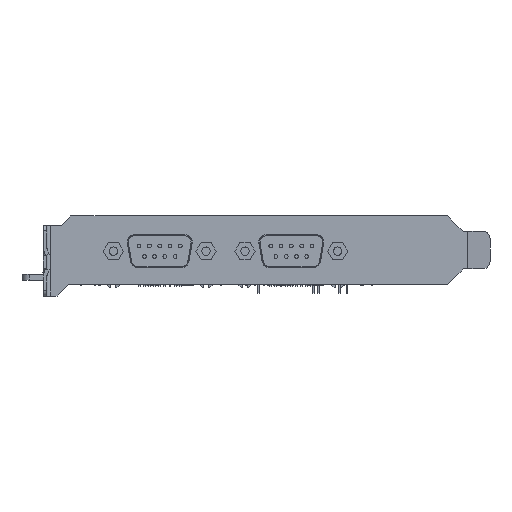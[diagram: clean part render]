
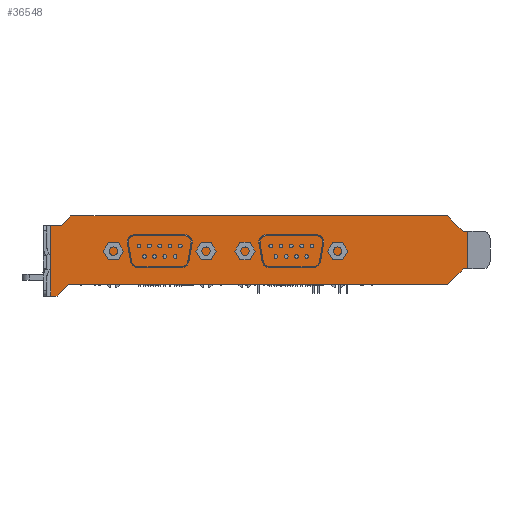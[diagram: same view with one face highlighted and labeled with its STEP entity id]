
A CAD part, left-side view. The second image highlights one B-rep face of the part: STEP entity #36548.
In plain terms, the highlighted planar face has unit normal (-1, 0, 0).
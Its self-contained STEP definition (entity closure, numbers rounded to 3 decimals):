
#1400 = DIRECTION ( 'NONE',  ( 0., 1., 0. ) ) ;
#2820 = EDGE_CURVE ( 'NONE', #15905, #57224, #159044, .T. ) ;
#10715 = LINE ( 'NONE', #74238, #134322 ) ;
#14177 = CARTESIAN_POINT ( 'NONE',  ( -2.09, 47.197, 8.895 ) ) ;
#14903 = VERTEX_POINT ( 'NONE', #109473 ) ;
#15905 = VERTEX_POINT ( 'NONE', #71343 ) ;
#18554 = EDGE_CURVE ( 'NONE', #125561, #15905, #27302, .T. ) ;
#19547 = VECTOR ( 'NONE', #128433, 1000. ) ;
#24069 = CARTESIAN_POINT ( 'NONE',  ( -2.09, -8.998, 13.245 ) ) ;
#25182 = VERTEX_POINT ( 'NONE', #39161 ) ;
#27199 = DIRECTION ( 'NONE',  ( 0., 0.701, -0.713 ) ) ;
#27302 = LINE ( 'NONE', #91979, #179958 ) ;
#32742 = DIRECTION ( 'NONE',  ( 0., 0., 1. ) ) ;
#36472 = ORIENTED_EDGE ( 'NONE', *, *, #18554, .T. ) ;
#36548 = ADVANCED_FACE ( 'NONE', ( #61248 ), #162007, .T. ) ;
#36880 = CARTESIAN_POINT ( 'NONE',  ( -2.09, 98.022, 17.345 ) ) ;
#39161 = CARTESIAN_POINT ( 'NONE',  ( -2.09, -8.998, 3.045 ) ) ;
#41089 = VERTEX_POINT ( 'NONE', #213013 ) ;
#44125 = CARTESIAN_POINT ( 'NONE',  ( -2.09, -3.628, -1.055 ) ) ;
#44862 = ORIENTED_EDGE ( 'NONE', *, *, #183839, .T. ) ;
#45061 = ORIENTED_EDGE ( 'NONE', *, *, #91891, .F. ) ;
#48863 = EDGE_LOOP ( 'NONE', ( #36472, #181638, #84689, #44862, #155141, #98212, #213929, #129588, #106690, #127665, #45061, #186844 ) ) ;
#49356 = VECTOR ( 'NONE', #140138, 1000. ) ;
#50636 = CARTESIAN_POINT ( 'NONE',  ( -2.09, 101.782, -4.255 ) ) ;
#57224 = VERTEX_POINT ( 'NONE', #206157 ) ;
#58963 = CARTESIAN_POINT ( 'NONE',  ( -2.09, 101.782, -4.255 ) ) ;
#61248 = FACE_OUTER_BOUND ( 'NONE', #48863, .T. ) ;
#61626 = CARTESIAN_POINT ( 'NONE',  ( -2.09, 98.022, 17.345 ) ) ;
#64114 = DIRECTION ( 'NONE',  ( 0., 0.707, 0.707 ) ) ;
#66337 = CARTESIAN_POINT ( 'NONE',  ( -2.09, 100.522, 14.805 ) ) ;
#69248 = LINE ( 'NONE', #84629, #127355 ) ;
#71343 = CARTESIAN_POINT ( 'NONE',  ( -2.09, -3.628, -1.055 ) ) ;
#72692 = VECTOR ( 'NONE', #64114, 1000. ) ;
#73347 = CARTESIAN_POINT ( 'NONE',  ( -2.09, 47.197, 14.805 ) ) ;
#74238 = CARTESIAN_POINT ( 'NONE',  ( -2.09, 103.502, -4.255 ) ) ;
#76339 = VERTEX_POINT ( 'NONE', #50636 ) ;
#77885 = EDGE_CURVE ( 'NONE', #41089, #14903, #110282, .T. ) ;
#78214 = VERTEX_POINT ( 'NONE', #24069 ) ;
#80934 = LINE ( 'NONE', #213333, #120853 ) ;
#84629 = CARTESIAN_POINT ( 'NONE',  ( -2.09, -7.728, 3.045 ) ) ;
#84689 = ORIENTED_EDGE ( 'NONE', *, *, #123777, .F. ) ;
#89833 = VERTEX_POINT ( 'NONE', #36880 ) ;
#91891 = EDGE_CURVE ( 'NONE', #76339, #213459, #10715, .T. ) ;
#91979 = CARTESIAN_POINT ( 'NONE',  ( -2.09, 47.197, -1.055 ) ) ;
#98212 = ORIENTED_EDGE ( 'NONE', *, *, #77885, .T. ) ;
#99104 = AXIS2_PLACEMENT_3D ( 'NONE', #14177, #213304, #32742 ) ;
#99106 = EDGE_CURVE ( 'NONE', #136065, #213459, #80934, .T. ) ;
#99723 = CARTESIAN_POINT ( 'NONE',  ( -2.09, 98.632, -1.055 ) ) ;
#104319 = VECTOR ( 'NONE', #105272, 1000. ) ;
#105272 = DIRECTION ( 'NONE',  ( 0., 1., 0. ) ) ;
#106690 = ORIENTED_EDGE ( 'NONE', *, *, #107921, .T. ) ;
#107921 = EDGE_CURVE ( 'NONE', #153436, #136065, #156563, .T. ) ;
#109473 = CARTESIAN_POINT ( 'NONE',  ( -2.09, -3.628, 17.345 ) ) ;
#110282 = LINE ( 'NONE', #214023, #72692 ) ;
#110594 = DIRECTION ( 'NONE',  ( 0., -1., 0. ) ) ;
#110895 = DIRECTION ( 'NONE',  ( 0., -0.707, 0.707 ) ) ;
#114765 = VECTOR ( 'NONE', #183043, 1000. ) ;
#120853 = VECTOR ( 'NONE', #180610, 1000. ) ;
#120959 = CARTESIAN_POINT ( 'NONE',  ( -2.09, 103.502, 14.805 ) ) ;
#121259 = VECTOR ( 'NONE', #110895, 1000. ) ;
#123777 = EDGE_CURVE ( 'NONE', #25182, #57224, #69248, .T. ) ;
#125561 = VERTEX_POINT ( 'NONE', #99723 ) ;
#125816 = LINE ( 'NONE', #58963, #157625 ) ;
#127355 = VECTOR ( 'NONE', #1400, 1000. ) ;
#127665 = ORIENTED_EDGE ( 'NONE', *, *, #99106, .T. ) ;
#128433 = DIRECTION ( 'NONE',  ( 0., 0.701, -0.713 ) ) ;
#129588 = ORIENTED_EDGE ( 'NONE', *, *, #207670, .T. ) ;
#134322 = VECTOR ( 'NONE', #174977, 1000. ) ;
#134424 = EDGE_CURVE ( 'NONE', #125561, #76339, #125816, .T. ) ;
#136065 = VERTEX_POINT ( 'NONE', #120959 ) ;
#140138 = DIRECTION ( 'NONE',  ( 0., 1., 0. ) ) ;
#148186 = CARTESIAN_POINT ( 'NONE',  ( -2.09, -12.998, 13.245 ) ) ;
#153401 = CARTESIAN_POINT ( 'NONE',  ( -2.09, 47.197, 17.345 ) ) ;
#153436 = VERTEX_POINT ( 'NONE', #66337 ) ;
#155141 = ORIENTED_EDGE ( 'NONE', *, *, #204651, .F. ) ;
#156563 = LINE ( 'NONE', #73347, #49356 ) ;
#157625 = VECTOR ( 'NONE', #27199, 1000. ) ;
#159044 = LINE ( 'NONE', #44125, #121259 ) ;
#162007 = PLANE ( 'NONE',  #99104 ) ;
#168585 = CARTESIAN_POINT ( 'NONE',  ( -2.09, 103.502, -4.255 ) ) ;
#170895 = LINE ( 'NONE', #153401, #104319 ) ;
#174977 = DIRECTION ( 'NONE',  ( 0., 1., 0. ) ) ;
#179958 = VECTOR ( 'NONE', #110594, 1000. ) ;
#180610 = DIRECTION ( 'NONE',  ( 0., 0., -1. ) ) ;
#181042 = LINE ( 'NONE', #148186, #192668 ) ;
#181638 = ORIENTED_EDGE ( 'NONE', *, *, #2820, .T. ) ;
#183043 = DIRECTION ( 'NONE',  ( 0., 0., 1. ) ) ;
#183839 = EDGE_CURVE ( 'NONE', #25182, #78214, #214689, .T. ) ;
#183996 = EDGE_CURVE ( 'NONE', #14903, #89833, #170895, .T. ) ;
#186844 = ORIENTED_EDGE ( 'NONE', *, *, #134424, .F. ) ;
#192668 = VECTOR ( 'NONE', #215922, 1000. ) ;
#194085 = LINE ( 'NONE', #61626, #19547 ) ;
#200431 = CARTESIAN_POINT ( 'NONE',  ( -2.09, -8.998, 8.895 ) ) ;
#204651 = EDGE_CURVE ( 'NONE', #41089, #78214, #181042, .T. ) ;
#206157 = CARTESIAN_POINT ( 'NONE',  ( -2.09, -7.728, 3.045 ) ) ;
#207670 = EDGE_CURVE ( 'NONE', #89833, #153436, #194085, .T. ) ;
#213013 = CARTESIAN_POINT ( 'NONE',  ( -2.09, -7.728, 13.245 ) ) ;
#213304 = DIRECTION ( 'NONE',  ( -1., 0., 0. ) ) ;
#213333 = CARTESIAN_POINT ( 'NONE',  ( -2.09, 103.502, 8.895 ) ) ;
#213459 = VERTEX_POINT ( 'NONE', #168585 ) ;
#213929 = ORIENTED_EDGE ( 'NONE', *, *, #183996, .T. ) ;
#214023 = CARTESIAN_POINT ( 'NONE',  ( -2.09, -7.728, 13.245 ) ) ;
#214689 = LINE ( 'NONE', #200431, #114765 ) ;
#215922 = DIRECTION ( 'NONE',  ( 0., -1., 0. ) ) ;
